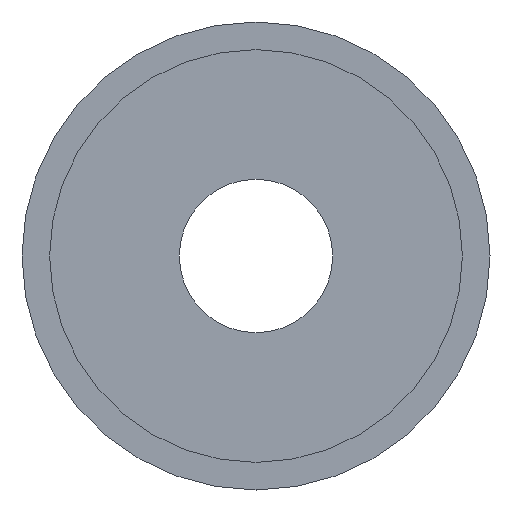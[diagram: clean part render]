
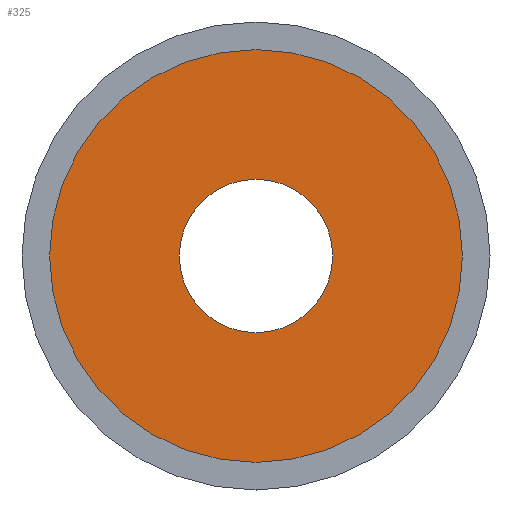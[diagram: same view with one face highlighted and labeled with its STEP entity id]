
A CAD part, front view. The second image highlights one B-rep face of the part: STEP entity #325.
In plain terms, the highlighted planar face has unit normal (0, -1, 0).
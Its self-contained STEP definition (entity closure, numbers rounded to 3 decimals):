
#2 = DIRECTION ( 'NONE',  ( -1., 0., 0. ) ) ;
#12 = CARTESIAN_POINT ( 'NONE',  ( 14.35, 5.5, 0. ) ) ;
#28 = DIRECTION ( 'NONE',  ( -1., 0., 0. ) ) ;
#41 = DIRECTION ( 'NONE',  ( -1., 0., 0. ) ) ;
#55 = CARTESIAN_POINT ( 'NONE',  ( -14.35, 5.5, 0. ) ) ;
#64 = AXIS2_PLACEMENT_3D ( 'NONE', #77, #223, #28 ) ;
#70 = CIRCLE ( 'NONE', #162, 14.35 ) ;
#73 = ORIENTED_EDGE ( 'NONE', *, *, #322, .F. ) ;
#77 = CARTESIAN_POINT ( 'NONE',  ( 0., 5.5, 0. ) ) ;
#112 = FACE_OUTER_BOUND ( 'NONE', #326, .T. ) ;
#122 = VERTEX_POINT ( 'NONE', #55 ) ;
#123 = ORIENTED_EDGE ( 'NONE', *, *, #602, .F. ) ;
#129 = VERTEX_POINT ( 'NONE', #12 ) ;
#146 = AXIS2_PLACEMENT_3D ( 'NONE', #518, #466, #175 ) ;
#162 = AXIS2_PLACEMENT_3D ( 'NONE', #388, #196, #41 ) ;
#169 = CARTESIAN_POINT ( 'NONE',  ( 0., 5.5, 0. ) ) ;
#175 = DIRECTION ( 'NONE',  ( -1., 0., 0. ) ) ;
#193 = ORIENTED_EDGE ( 'NONE', *, *, #274, .T. ) ;
#196 = DIRECTION ( 'NONE',  ( 0., 1., 0. ) ) ;
#208 = VERTEX_POINT ( 'NONE', #314 ) ;
#210 = AXIS2_PLACEMENT_3D ( 'NONE', #169, #323, #370 ) ;
#218 = VERTEX_POINT ( 'NONE', #259 ) ;
#223 = DIRECTION ( 'NONE',  ( 0., 1., 0. ) ) ;
#228 = FACE_BOUND ( 'NONE', #352, .T. ) ;
#259 = CARTESIAN_POINT ( 'NONE',  ( 5.2, 5.5, 0. ) ) ;
#260 = AXIS2_PLACEMENT_3D ( 'NONE', #442, #586, #2 ) ;
#274 = EDGE_CURVE ( 'NONE', #208, #218, #549, .T. ) ;
#314 = CARTESIAN_POINT ( 'NONE',  ( -5.2, 5.5, 0. ) ) ;
#322 = EDGE_CURVE ( 'NONE', #122, #129, #406, .T. ) ;
#323 = DIRECTION ( 'NONE',  ( 0., 1., 0. ) ) ;
#325 = ADVANCED_FACE ( 'NONE', ( #112, #228 ), #510, .F. ) ;
#326 = EDGE_LOOP ( 'NONE', ( #73, #123 ) ) ;
#352 = EDGE_LOOP ( 'NONE', ( #193, #380 ) ) ;
#370 = DIRECTION ( 'NONE',  ( -1., 0., 0. ) ) ;
#380 = ORIENTED_EDGE ( 'NONE', *, *, #619, .T. ) ;
#388 = CARTESIAN_POINT ( 'NONE',  ( 0., 5.5, 0. ) ) ;
#406 = CIRCLE ( 'NONE', #210, 14.35 ) ;
#442 = CARTESIAN_POINT ( 'NONE',  ( 0., 5.5, 0. ) ) ;
#466 = DIRECTION ( 'NONE',  ( 0., 1., 0. ) ) ;
#510 = PLANE ( 'NONE',  #146 ) ;
#518 = CARTESIAN_POINT ( 'NONE',  ( 5.2, 5.5, 0. ) ) ;
#549 = CIRCLE ( 'NONE', #64, 5.2 ) ;
#586 = DIRECTION ( 'NONE',  ( 0., 1., 0. ) ) ;
#602 = EDGE_CURVE ( 'NONE', #129, #122, #70, .T. ) ;
#613 = CIRCLE ( 'NONE', #260, 5.2 ) ;
#619 = EDGE_CURVE ( 'NONE', #218, #208, #613, .T. ) ;
